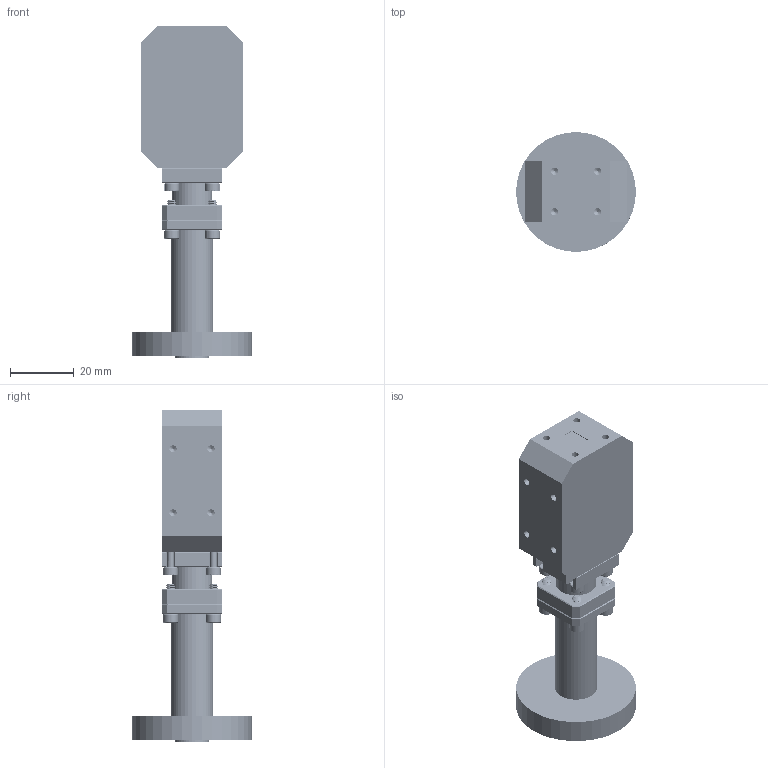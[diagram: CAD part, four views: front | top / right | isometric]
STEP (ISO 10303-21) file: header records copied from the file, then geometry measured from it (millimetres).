
FILE_DESCRIPTION (( 'STEP AP203' ), '1' );
FILE_NAME ('SAH-2434231060-328-S1-280-DP.STEP', '2019-03-20T21:49:30', ( '' ), ( '' ), 'SwSTEP 2.0', 'SolidWorks 2016', '' );
FILE_SCHEMA (( 'CONFIG_CONTROL_DESIGN' ));
Length unit declared in the file: inch
Products named in the file (1): SAH-2434231060-328-S1-280-DP
Bounding box: 37.59 x 37.59 x 104.14 mm (x, y, z)
Volume: 43174.4 mm3; surface area: 19983.6 mm2
Topology: 28 solids, 28 shells, 3333 faces, 9156 edges, 5950 vertices
Faces by surface type: cylinder 2167, plane 759, cone 349, bspline 50, torus 8
Entity records: 149306 total; most frequent: CARTESIAN_POINT 77073, ORIENTED_EDGE 18240, DIRECTION 12115, EDGE_CURVE 9120, VERTEX_POINT 5950, AXIS2_PLACEMENT_3D 4430, EDGE_LOOP 3460, ADVANCED_FACE 3333
